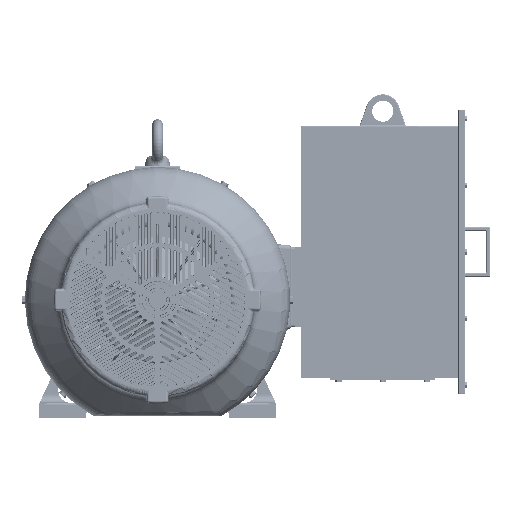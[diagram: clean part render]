
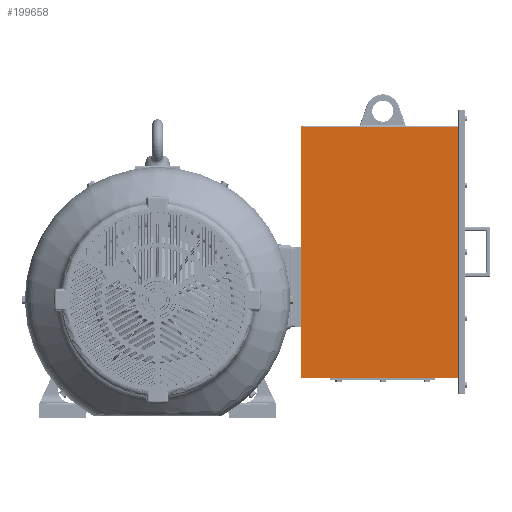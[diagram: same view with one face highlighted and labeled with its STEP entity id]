
A CAD part, front view. The second image highlights one B-rep face of the part: STEP entity #199658.
In plain terms, the highlighted planar face has unit normal (0, -1, 0).
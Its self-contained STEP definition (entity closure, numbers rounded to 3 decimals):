
#199566=CARTESIAN_POINT('Line Origine',(342.4,-182.739,412.4)) ;
#199570=CARTESIAN_POINT('Vertex',(344.,-182.739,412.4)) ;
#199572=CARTESIAN_POINT('Vertex',(340.8,-182.739,412.4)) ;
#199601=CARTESIAN_POINT('Axis2P3D Location',(720.8,-182.739,-185.)) ;
#199606=CARTESIAN_POINT('Line Origine',(530.8,-182.739,-185.)) ;
#199610=CARTESIAN_POINT('Vertex',(720.8,-182.739,-185.)) ;
#199612=CARTESIAN_POINT('Vertex',(340.8,-182.739,-185.)) ;
#199615=CARTESIAN_POINT('Line Origine',(720.8,-182.739,112.968)) ;
#199619=CARTESIAN_POINT('Vertex',(720.8,-182.739,410.936)) ;
#199623=CARTESIAN_POINT('Control Point',(720.8,-182.739,410.936)) ;
#199624=CARTESIAN_POINT('Control Point',(720.437,-182.739,410.726)) ;
#199625=CARTESIAN_POINT('Control Point',(720.047,-182.739,410.565)) ;
#199626=CARTESIAN_POINT('Control Point',(719.638,-182.739,410.455)) ;
#199627=CARTESIAN_POINT('Control Point',(719.219,-182.739,410.4)) ;
#199628=CARTESIAN_POINT('Control Point',(718.8,-182.739,410.4)) ;
#199629=CARTESIAN_POINT('Vertex',(718.8,-182.739,410.4)) ;
#199632=CARTESIAN_POINT('Line Origine',(531.4,-182.739,410.4)) ;
#199636=CARTESIAN_POINT('Vertex',(344.,-182.739,410.4)) ;
#199639=CARTESIAN_POINT('Line Origine',(344.,-182.739,411.4)) ;
#199644=CARTESIAN_POINT('Line Origine',(340.8,-182.739,113.7)) ;
#199567=DIRECTION('Vector Direction',(-1.,0.,0.)) ;
#199602=DIRECTION('Axis2P3D Direction',(0.,-1.,0.)) ;
#199603=DIRECTION('Axis2P3D XDirection',(0.,0.,1.)) ;
#199607=DIRECTION('Vector Direction',(-1.,0.,0.)) ;
#199616=DIRECTION('Vector Direction',(0.,0.,-1.)) ;
#199633=DIRECTION('Vector Direction',(-1.,0.,0.)) ;
#199640=DIRECTION('Vector Direction',(0.,0.,1.)) ;
#199645=DIRECTION('Vector Direction',(0.,0.,1.)) ;
#199604=AXIS2_PLACEMENT_3D('Plane Axis2P3D',#199601,#199602,#199603) ;
#199650=ORIENTED_EDGE('',*,*,#199614,.F.) ;
#199651=ORIENTED_EDGE('',*,*,#199621,.F.) ;
#199652=ORIENTED_EDGE('',*,*,#199631,.T.) ;
#199653=ORIENTED_EDGE('',*,*,#199638,.T.) ;
#199654=ORIENTED_EDGE('',*,*,#199643,.T.) ;
#199655=ORIENTED_EDGE('',*,*,#199574,.T.) ;
#199656=ORIENTED_EDGE('',*,*,#199648,.F.) ;
#199568=VECTOR('Line Direction',#199567,1.) ;
#199608=VECTOR('Line Direction',#199607,1.) ;
#199617=VECTOR('Line Direction',#199616,1.) ;
#199634=VECTOR('Line Direction',#199633,1.) ;
#199641=VECTOR('Line Direction',#199640,1.) ;
#199646=VECTOR('Line Direction',#199645,1.) ;
#199658=ADVANCED_FACE('Brep With Voids.1',(#199657),#199605,.T.) ;
#199622=B_SPLINE_CURVE_WITH_KNOTS('',5,(#199623,#199624,#199625,#199626,#199627,#199628),.UNSPECIFIED.,.F.,.U.,(6,6),(0.,2.97),.UNSPECIFIED.) ;
#199574=EDGE_CURVE('',#199571,#199573,#199569,.T.) ;
#199614=EDGE_CURVE('',#199611,#199613,#199609,.T.) ;
#199621=EDGE_CURVE('',#199620,#199611,#199618,.T.) ;
#199631=EDGE_CURVE('',#199620,#199630,#199622,.T.) ;
#199638=EDGE_CURVE('',#199630,#199637,#199635,.T.) ;
#199643=EDGE_CURVE('',#199637,#199571,#199642,.T.) ;
#199648=EDGE_CURVE('',#199613,#199573,#199647,.T.) ;
#199649=EDGE_LOOP('',(#199650,#199651,#199652,#199653,#199654,#199655,#199656)) ;
#199657=FACE_OUTER_BOUND('',#199649,.T.) ;
#199569=LINE('Line',#199566,#199568) ;
#199609=LINE('Line',#199606,#199608) ;
#199618=LINE('Line',#199615,#199617) ;
#199635=LINE('Line',#199632,#199634) ;
#199642=LINE('Line',#199639,#199641) ;
#199647=LINE('Line',#199644,#199646) ;
#199605=PLANE('Plane',#199604) ;
#199571=VERTEX_POINT('',#199570) ;
#199573=VERTEX_POINT('',#199572) ;
#199611=VERTEX_POINT('',#199610) ;
#199613=VERTEX_POINT('',#199612) ;
#199620=VERTEX_POINT('',#199619) ;
#199630=VERTEX_POINT('',#199629) ;
#199637=VERTEX_POINT('',#199636) ;
